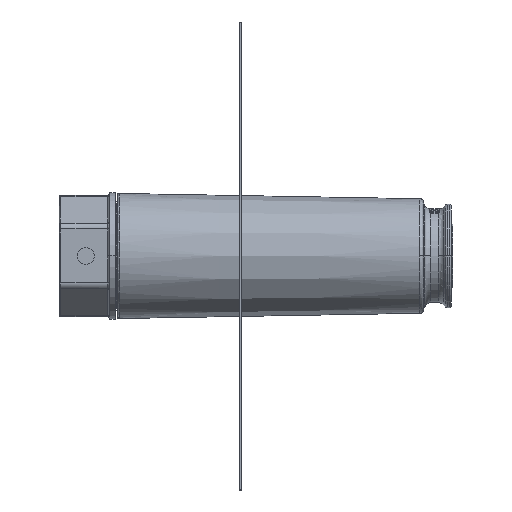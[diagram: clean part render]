
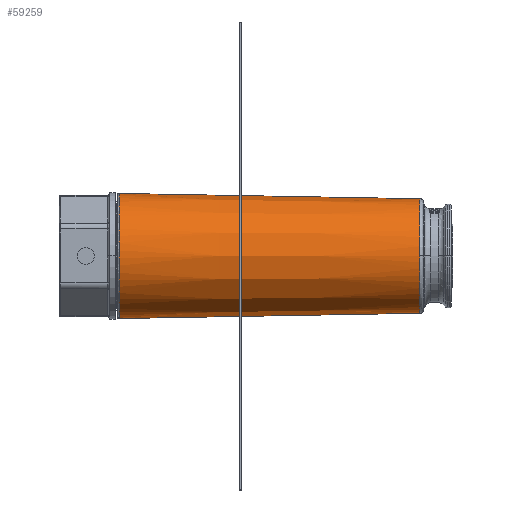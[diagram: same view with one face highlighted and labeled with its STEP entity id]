
A CAD part, top view. The second image highlights one B-rep face of the part: STEP entity #59259.
In plain terms, the highlighted free-form (B-spline) face has degree [3, 3] with [11, 4] control points.
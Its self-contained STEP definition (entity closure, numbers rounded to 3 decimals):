
#42898=CARTESIAN_POINT('',(17.164,-9.37,
0.));
#42899=CARTESIAN_POINT('',(17.164,-9.37,
2.247));
#42900=CARTESIAN_POINT('',(16.27,-9.369,
6.739));
#42901=CARTESIAN_POINT('',(12.453,-9.37,
12.453));
#42902=CARTESIAN_POINT('',(6.739,-9.369,
16.27));
#42903=CARTESIAN_POINT('',(2.246,-9.37,
17.164));
#42904=CARTESIAN_POINT('',(0.,-9.37,
17.164));
#42909=DIRECTION('',(0.017,-1.,0.));
#42910=VECTOR('',#42909,90.135);
#42911=CARTESIAN_POINT('',(17.164,-9.37,
0.));
#42912=LINE('41761',#42911,#42910);
#42916=CARTESIAN_POINT('',(18.741,-99.491,
0.));
#42917=CARTESIAN_POINT('',(18.741,-99.491,
2.453));
#42918=CARTESIAN_POINT('',(17.765,-99.491,
7.358));
#42919=CARTESIAN_POINT('',(13.597,-99.491,
13.597));
#42920=CARTESIAN_POINT('',(7.359,-99.491,
17.765));
#42921=CARTESIAN_POINT('',(0.,-99.491,19.229));
#42922=CARTESIAN_POINT('',(-7.359,-99.491,
17.765));
#42923=CARTESIAN_POINT('',(-13.597,-99.491,
13.597));
#42924=CARTESIAN_POINT('',(-17.765,-99.491,
7.358));
#42925=CARTESIAN_POINT('',(-18.741,-99.491,
2.453));
#42926=CARTESIAN_POINT('',(-18.741,-99.491,
0.));
#42931=CARTESIAN_POINT('',(0.,-9.37,
17.164));
#42932=CARTESIAN_POINT('',(-2.246,-9.37,
17.164));
#42933=CARTESIAN_POINT('',(-6.739,-9.369,
16.27));
#42934=CARTESIAN_POINT('',(-12.453,-9.37,
12.453));
#42935=CARTESIAN_POINT('',(-16.27,-9.369,
6.739));
#42936=CARTESIAN_POINT('',(-17.164,-9.37,
2.247));
#42937=CARTESIAN_POINT('',(-17.164,-9.37,
0.));
#42966=CARTESIAN_POINT('',(-17.164,-9.37,
0.));
#42977=DIRECTION('',(-0.017,-1.,0.));
#42978=VECTOR('',#42977,90.135);
#42979=CARTESIAN_POINT('',(-17.164,-9.37,
0.));
#42980=LINE('41762',#42979,#42978);
#42984=CARTESIAN_POINT('',(-18.741,-99.491,
0.));
#42994=CARTESIAN_POINT('',(18.741,-99.491,
0.));
#43005=CARTESIAN_POINT('',(17.164,-9.37,
0.));
#47142=VERTEX_POINT('',#42984);
#47143=VERTEX_POINT('',#42994);
#47256=VERTEX_POINT('',#42966);
#47262=VERTEX_POINT('',#43005);
#47265=VERTEX_POINT('',#42904);
#59203=CARTESIAN_POINT('',(17.164,-9.369,0.));
#59204=CARTESIAN_POINT('',(17.69,-39.41,0.));
#59205=CARTESIAN_POINT('',(18.215,-69.451,0.));
#59206=CARTESIAN_POINT('',(18.741,-99.491,0.));
#59207=CARTESIAN_POINT('',(17.164,-9.369,
2.247));
#59208=CARTESIAN_POINT('',(17.69,-39.41,
2.316));
#59209=CARTESIAN_POINT('',(18.215,-69.451,
2.384));
#59210=CARTESIAN_POINT('',(18.741,-99.491,
2.453));
#59211=CARTESIAN_POINT('',(16.27,-9.369,
6.739));
#59212=CARTESIAN_POINT('',(16.769,-39.41,
6.946));
#59213=CARTESIAN_POINT('',(17.267,-69.451,
7.152));
#59214=CARTESIAN_POINT('',(17.765,-99.491,
7.358));
#59215=CARTESIAN_POINT('',(12.453,-9.369,
12.453));
#59216=CARTESIAN_POINT('',(12.834,-39.41,
12.834));
#59217=CARTESIAN_POINT('',(13.216,-69.451,
13.216));
#59218=CARTESIAN_POINT('',(13.597,-99.491,
13.597));
#59219=CARTESIAN_POINT('',(6.739,-9.369,
16.27));
#59220=CARTESIAN_POINT('',(6.946,-39.41,
16.769));
#59221=CARTESIAN_POINT('',(7.152,-69.451,
17.267));
#59222=CARTESIAN_POINT('',(7.359,-99.491,
17.765));
#59223=CARTESIAN_POINT('',(0.,-9.369,17.611));
#59224=CARTESIAN_POINT('',(0.,-39.41,18.15));
#59225=CARTESIAN_POINT('',(0.,-69.451,18.69));
#59226=CARTESIAN_POINT('',(0.,-99.491,19.229));
#59227=CARTESIAN_POINT('',(-6.739,-9.369,
16.27));
#59228=CARTESIAN_POINT('',(-6.946,-39.41,
16.769));
#59229=CARTESIAN_POINT('',(-7.152,-69.451,
17.267));
#59230=CARTESIAN_POINT('',(-7.359,-99.491,
17.765));
#59231=CARTESIAN_POINT('',(-12.453,-9.369,
12.453));
#59232=CARTESIAN_POINT('',(-12.834,-39.41,
12.834));
#59233=CARTESIAN_POINT('',(-13.216,-69.451,
13.216));
#59234=CARTESIAN_POINT('',(-13.597,-99.491,
13.597));
#59235=CARTESIAN_POINT('',(-16.27,-9.369,
6.739));
#59236=CARTESIAN_POINT('',(-16.769,-39.41,
6.946));
#59237=CARTESIAN_POINT('',(-17.267,-69.451,
7.152));
#59238=CARTESIAN_POINT('',(-17.765,-99.491,
7.358));
#59239=CARTESIAN_POINT('',(-17.164,-9.369,
2.247));
#59240=CARTESIAN_POINT('',(-17.69,-39.41,
2.316));
#59241=CARTESIAN_POINT('',(-18.215,-69.451,
2.384));
#59242=CARTESIAN_POINT('',(-18.741,-99.491,
2.453));
#59243=CARTESIAN_POINT('',(-17.164,-9.369,0.));
#59244=CARTESIAN_POINT('',(-17.69,-39.41,0.));
#59245=CARTESIAN_POINT('',(-18.215,-69.451,0.));
#59246=CARTESIAN_POINT('',(-18.741,-99.491,0.));
#59247=B_SPLINE_SURFACE_WITH_KNOTS('40882',3,3,((#59203,#59204,#59205,#59206),(
#59207,#59208,#59209,#59210),(#59211,#59212,#59213,#59214),(#59215,#59216,
#59217,#59218),(#59219,#59220,#59221,#59222),(#59223,#59224,#59225,#59226),(
#59227,#59228,#59229,#59230),(#59231,#59232,#59233,#59234),(#59235,#59236,
#59237,#59238),(#59239,#59240,#59241,#59242),(#59243,#59244,#59245,#59246)),
.UNSPECIFIED.,.F.,.F.,.F.,(4,1,1,1,1,1,1,1,4),(4,4),(0.,0.125,0.25,
0.375,0.5,0.625,0.75,0.875,1.),(9.369,99.491),
.UNSPECIFIED.);
#59249=ORIENTED_EDGE('41757',*,*,#59248,.F.);
#59251=ORIENTED_EDGE('41761',*,*,#59250,.T.);
#59252=ORIENTED_EDGE('40920',*,*,#59197,.T.);
#59254=ORIENTED_EDGE('41762',*,*,#59253,.F.);
#59256=ORIENTED_EDGE('41759',*,*,#59255,.F.);
#59257=EDGE_LOOP('40882',(#59249,#59251,#59252,#59254,#59256));
#59258=FACE_OUTER_BOUND('40882',#59257,.F.);
#59259=ADVANCED_FACE('40882',(#59258),#59247,.T.);
#42905=B_SPLINE_CURVE_WITH_KNOTS('41757',3,(#42898,#42899,#42900,#42901,#42902,
#42903,#42904),.UNSPECIFIED.,.F.,.F.,(4,1,1,1,4),(0.,0.25,
0.5,0.75,1.),.UNSPECIFIED.);
#42927=B_SPLINE_CURVE_WITH_KNOTS('40920',3,(#42916,#42917,#42918,#42919,#42920,
#42921,#42922,#42923,#42924,#42925,#42926),.UNSPECIFIED.,.F.,.F.,(4,1,1,1,1,1,1,
1,4),(0.,0.125,0.25,0.375,0.5,0.625,0.75,0.875,1.),
.UNSPECIFIED.);
#42938=B_SPLINE_CURVE_WITH_KNOTS('41759',3,(#42931,#42932,#42933,#42934,#42935,
#42936,#42937),.UNSPECIFIED.,.F.,.F.,(4,1,1,1,4),(0.,0.25,
0.5,0.75,1.),.UNSPECIFIED.);
#59197=EDGE_CURVE('40920',#47143,#47142,#42927,.T.);
#59248=EDGE_CURVE('41757',#47262,#47265,#42905,.T.);
#59250=EDGE_CURVE('41761',#47262,#47143,#42912,.T.);
#59253=EDGE_CURVE('41762',#47256,#47142,#42980,.T.);
#59255=EDGE_CURVE('41759',#47265,#47256,#42938,.T.);
